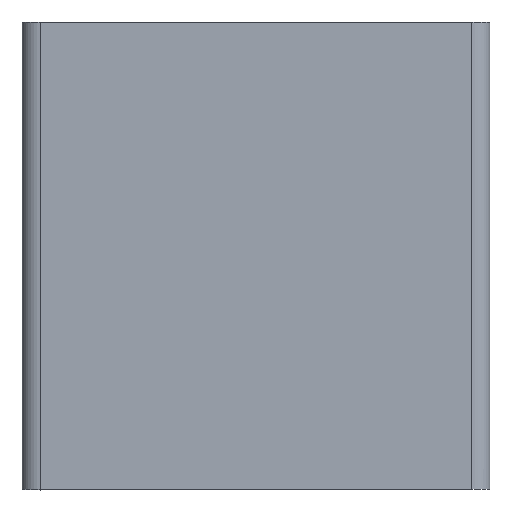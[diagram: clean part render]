
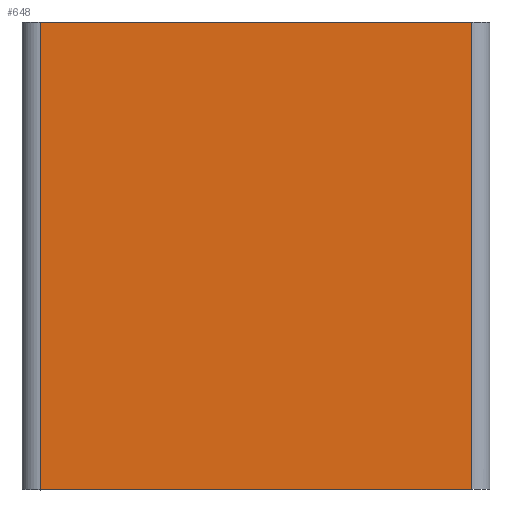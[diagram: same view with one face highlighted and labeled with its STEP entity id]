
A CAD part, top view. The second image highlights one B-rep face of the part: STEP entity #648.
In plain terms, the highlighted planar face has unit normal (0, 0, 1).
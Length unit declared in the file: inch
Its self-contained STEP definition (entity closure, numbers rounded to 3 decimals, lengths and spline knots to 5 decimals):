
#34=PLANE('',#735);
#58=FACE_OUTER_BOUND('',#97,.T.);
#97=EDGE_LOOP('',(#534,#535,#536,#537));
#141=LINE('',#1047,#196);
#156=LINE('',#1096,#211);
#160=LINE('',#1107,#215);
#162=LINE('',#1112,#217);
#196=VECTOR('',#834,0.3937);
#211=VECTOR('',#887,0.3937);
#215=VECTOR('',#899,0.3937);
#217=VECTOR('',#905,0.3937);
#301=VERTEX_POINT('',#1044);
#302=VERTEX_POINT('',#1046);
#316=VERTEX_POINT('',#1093);
#317=VERTEX_POINT('',#1095);
#370=EDGE_CURVE('',#301,#302,#141,.T.);
#395=EDGE_CURVE('',#316,#317,#156,.T.);
#401=EDGE_CURVE('',#302,#316,#160,.T.);
#404=EDGE_CURVE('',#317,#301,#162,.T.);
#534=ORIENTED_EDGE('',*,*,#401,.F.);
#535=ORIENTED_EDGE('',*,*,#370,.F.);
#536=ORIENTED_EDGE('',*,*,#404,.F.);
#537=ORIENTED_EDGE('',*,*,#395,.F.);
#648=ADVANCED_FACE('',(#58),#34,.T.);
#735=AXIS2_PLACEMENT_3D('',#1111,#903,#904);
#834=DIRECTION('',(1.,0.,0.));
#887=DIRECTION('',(-1.,0.,0.));
#899=DIRECTION('',(0.,-1.,0.));
#903=DIRECTION('center_axis',(0.,0.,1.));
#904=DIRECTION('ref_axis',(-1.,0.,0.));
#905=DIRECTION('',(0.,1.,0.));
#1044=CARTESIAN_POINT('',(-0.125,0.248,0.25));
#1046=CARTESIAN_POINT('',(2.875,0.248,0.25));
#1047=CARTESIAN_POINT('',(-0.25,0.248,0.25));
#1093=CARTESIAN_POINT('',(2.875,-2.997,0.25));
#1095=CARTESIAN_POINT('',(-0.125,-2.997,0.25));
#1096=CARTESIAN_POINT('',(3.,-2.997,0.25));
#1107=CARTESIAN_POINT('',(2.875,0.,0.25));
#1111=CARTESIAN_POINT('Origin',(3.,0.,0.25));
#1112=CARTESIAN_POINT('',(-0.125,0.,0.25));
